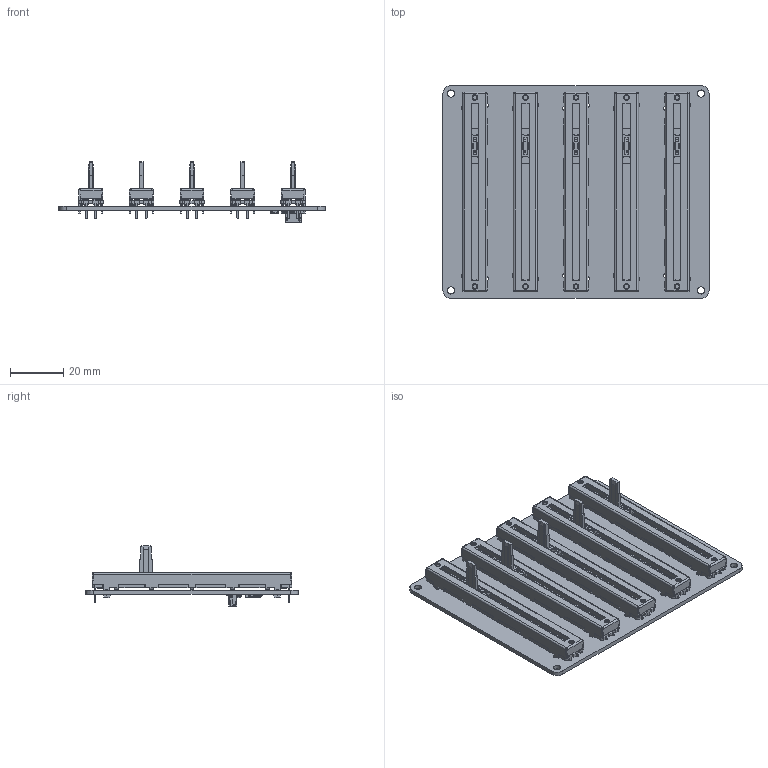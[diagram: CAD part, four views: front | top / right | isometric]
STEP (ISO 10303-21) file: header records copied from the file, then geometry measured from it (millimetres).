
FILE_DESCRIPTION(('KiCad electronic assembly'),'2;1');
FILE_NAME('middle_section.step','2024-09-17T13:45:52',('Pcbnew'),( 'Kicad'),'Open CASCADE STEP processor 7.7','KiCad to STEP converter' ,'Unknown');
FILE_SCHEMA(('AUTOMOTIVE_DESIGN { 1 0 10303 214 1 1 1 1 }'));
Length unit declared in the file: millimetre
Products named in the file (16): middle_section 1; pta6043-2x10cixxxx; PTA Series; R_0603_1608Metric; C_0805_2012Metric; C_0603_1608Metric; BM04B-SRSS-TB; BM04B-SRSS-TBT(LF)(SN); SOT-23; SOT_23; TSSOP-16_4.4x5mm_P0.65mm; TSSOP_16_44x5mm_P065mm; middle_section_PCB
Assembly tree (22 placements, depth 3):
  middle_section 1
    pta6043-2x10cixxxx  x5
      PTA Series
    R_0603_1608Metric  x2
      R_0603_1608Metric
    C_0805_2012Metric  x2
      C_0805_2012Metric
    C_0603_1608Metric  x2
      C_0603_1608Metric
    BM04B-SRSS-TB
      BM04B-SRSS-TBT(LF)(SN)
    SOT-23
      SOT_23
    TSSOP-16_4.4x5mm_P0.65mm
      TSSOP_16_44x5mm_P065mm
    middle_section_PCB
Bounding box: 100 x 80 x 22.55 mm (x, y, z)
Volume: 20942 mm3; surface area: 41902.7 mm2
Topology: 59 solids, 59 shells, 3542 faces, 9159 edges, 5784 vertices
Faces by surface type: plane 2693, cylinder 739, torus 55, bspline 55
Full cylindrical faces by diameter (mm): 0.5 x1, 0.768 x15, 1.2 x30, 1.3 x20, 1.6 x10, 1.7 x20, 2.7 x4
Entity records: 42296 total; most frequent: CARTESIAN_POINT 7073, ORIENTED_EDGE 6686, DIRECTION 6374, EDGE_CURVE 3343, LINE 2690, VECTOR 2690, VERTEX_POINT 2124, AXIS2_PLACEMENT_3D 1842
